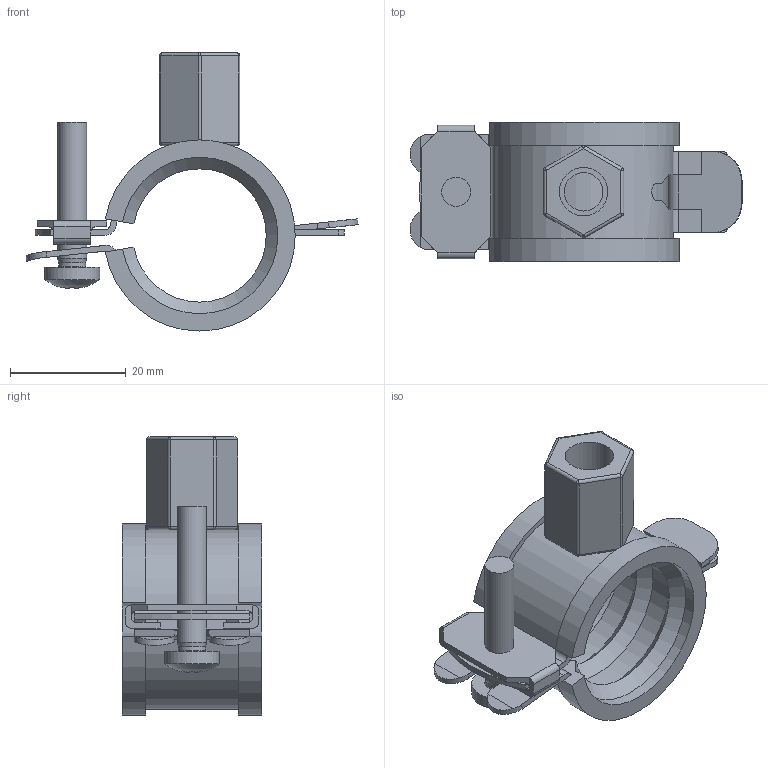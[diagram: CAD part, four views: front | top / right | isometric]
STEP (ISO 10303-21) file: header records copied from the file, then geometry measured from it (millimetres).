
FILE_DESCRIPTION(/* description */ ('Unknown'),/* implementation_level */ '2;1');
FILE_NAME(/* name */ '7042',/* time_stamp */ '2020-09-09T16:16:13+02:00',/* author */ ('Unknown'),/* organization */ ('Unknown'),/* preprocessor_version */ 'ST-DEVELOPER v16.7',/* originating_system */ 'DEX',/* authorisation */ $);
FILE_SCHEMA (('AUTOMOTIVE_DESIGN {1 0 10303 214 3 1 1}'));
Length unit declared in the file: millimetre
Products named in the file (7): 7042; EPDM Einlage 20x2 f黵 21-23; 7042 Oberteil; Halteclip; 500376; 7042 Unterteil; Anschlußmutter M8-M10
Assembly tree (6 placements, depth 2):
  7042
    EPDM Einlage 20x2 f黵 21-23
    7042 Oberteil
    Halteclip
    500376
    7042 Unterteil
    Anschlußmutter M8-M10
Bounding box: 57.29 x 24 x 48 mm (x, y, z)
Volume: 9352.7 mm3; surface area: 14120.9 mm2
Topology: 10 solids, 10 shells, 237 faces, 585 edges, 356 vertices
Faces by surface type: plane 146, cylinder 66, sphere 17, cone 7, torus 1
Full cylindrical faces by diameter (mm): 4.673 x1, 4.917 x1, 5 x2, 6.647 x1, 7 x1, 8.376 x1, 9.5 x1
Entity records: 7692 total; most frequent: DIRECTION 1238, CARTESIAN_POINT 1172, ORIENTED_EDGE 1114, EDGE_CURVE 557, AXIS2_PLACEMENT_3D 441, LINE 356, VECTOR 356, VERTEX_POINT 351
